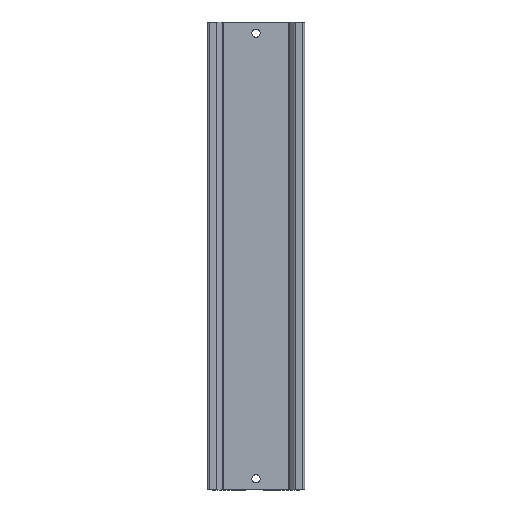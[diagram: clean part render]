
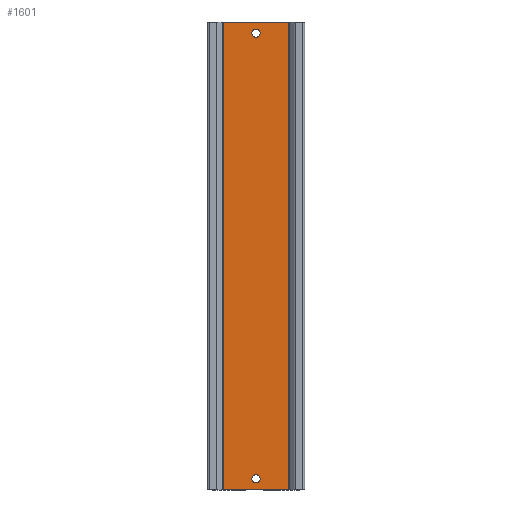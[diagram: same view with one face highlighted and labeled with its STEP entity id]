
A CAD part, front view. The second image highlights one B-rep face of the part: STEP entity #1601.
In plain terms, the highlighted planar face has unit normal (0, -1, 0).
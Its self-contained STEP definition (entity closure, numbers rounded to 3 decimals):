
#40 = CARTESIAN_POINT ( 'NONE',  ( 26., 3., 3.75 ) ) ;
#111 = CARTESIAN_POINT ( 'NONE',  ( 26., 3., 6. ) ) ;
#191 = DIRECTION ( 'NONE',  ( 1., 0., 0. ) ) ;
#214 = EDGE_CURVE ( 'NONE', #7646, #1014, #3184, .T. ) ;
#272 = CARTESIAN_POINT ( 'NONE',  ( 8.624, 3., 250. ) ) ;
#298 = CARTESIAN_POINT ( 'NONE',  ( 8.2, 3., 250. ) ) ;
#316 = FACE_OUTER_BOUND ( 'NONE', #2448, .T. ) ;
#417 = ORIENTED_EDGE ( 'NONE', *, *, #214, .T. ) ;
#553 = DIRECTION ( 'NONE',  ( 0., 0., 1. ) ) ;
#776 = DIRECTION ( 'NONE',  ( 0., 0., 1. ) ) ;
#989 = DIRECTION ( 'NONE',  ( 0., 0., 1. ) ) ;
#1014 = VERTEX_POINT ( 'NONE', #4770 ) ;
#1028 = CIRCLE ( 'NONE', #4819, 2.25 ) ;
#1549 = VERTEX_POINT ( 'NONE', #5564 ) ;
#1601 = ADVANCED_FACE ( 'NONE', ( #1884, #5376, #316 ), #7641, .F. ) ;
#1608 = EDGE_CURVE ( 'NONE', #5587, #1549, #3409, .T. ) ;
#1884 = FACE_BOUND ( 'NONE', #6630, .T. ) ;
#1906 = LINE ( 'NONE', #4681, #4991 ) ;
#2054 = VERTEX_POINT ( 'NONE', #5677 ) ;
#2145 = CARTESIAN_POINT ( 'NONE',  ( 8.2, 3., 0. ) ) ;
#2381 = DIRECTION ( 'NONE',  ( 0., 1., 0. ) ) ;
#2448 = EDGE_LOOP ( 'NONE', ( #5535, #417, #3752, #5867 ) ) ;
#2588 = EDGE_LOOP ( 'NONE', ( #6618, #2830 ) ) ;
#2830 = ORIENTED_EDGE ( 'NONE', *, *, #4588, .T. ) ;
#2996 = CARTESIAN_POINT ( 'NONE',  ( 26., 3., 244. ) ) ;
#2997 = DIRECTION ( 'NONE',  ( 0., 0., -1. ) ) ;
#3050 = CARTESIAN_POINT ( 'NONE',  ( 26., 3., 246.25 ) ) ;
#3184 = LINE ( 'NONE', #3658, #6708 ) ;
#3409 = CIRCLE ( 'NONE', #3664, 2.25 ) ;
#3511 = LINE ( 'NONE', #4814, #6845 ) ;
#3656 = DIRECTION ( 'NONE',  ( 0., 0., 1. ) ) ;
#3658 = CARTESIAN_POINT ( 'NONE',  ( 8.624, 3., 0. ) ) ;
#3664 = AXIS2_PLACEMENT_3D ( 'NONE', #2996, #7668, #3656 ) ;
#3677 = EDGE_CURVE ( 'NONE', #1549, #5587, #3729, .T. ) ;
#3678 = AXIS2_PLACEMENT_3D ( 'NONE', #8546, #4508, #553 ) ;
#3729 = CIRCLE ( 'NONE', #3678, 2.25 ) ;
#3752 = ORIENTED_EDGE ( 'NONE', *, *, #3975, .T. ) ;
#3815 = VECTOR ( 'NONE', #6784, 1000. ) ;
#3975 = EDGE_CURVE ( 'NONE', #1014, #5405, #7595, .T. ) ;
#3981 = AXIS2_PLACEMENT_3D ( 'NONE', #111, #4733, #776 ) ;
#4080 = EDGE_CURVE ( 'NONE', #2054, #6123, #1028, .T. ) ;
#4082 = AXIS2_PLACEMENT_3D ( 'NONE', #298, #4949, #989 ) ;
#4371 = CIRCLE ( 'NONE', #3981, 2.25 ) ;
#4508 = DIRECTION ( 'NONE',  ( 0., 1., 0. ) ) ;
#4588 = EDGE_CURVE ( 'NONE', #6123, #2054, #4371, .T. ) ;
#4664 = ORIENTED_EDGE ( 'NONE', *, *, #1608, .T. ) ;
#4672 = ORIENTED_EDGE ( 'NONE', *, *, #3677, .T. ) ;
#4681 = CARTESIAN_POINT ( 'NONE',  ( 43.376, 3., 250. ) ) ;
#4733 = DIRECTION ( 'NONE',  ( 0., 1., 0. ) ) ;
#4770 = CARTESIAN_POINT ( 'NONE',  ( 8.624, 3., 0. ) ) ;
#4814 = CARTESIAN_POINT ( 'NONE',  ( 8.2, 3., 250. ) ) ;
#4819 = AXIS2_PLACEMENT_3D ( 'NONE', #6347, #2381, #7035 ) ;
#4928 = EDGE_CURVE ( 'NONE', #5405, #8382, #1906, .T. ) ;
#4949 = DIRECTION ( 'NONE',  ( 0., 1., 0. ) ) ;
#4991 = VECTOR ( 'NONE', #6698, 1000. ) ;
#5376 = FACE_BOUND ( 'NONE', #2588, .T. ) ;
#5405 = VERTEX_POINT ( 'NONE', #7355 ) ;
#5535 = ORIENTED_EDGE ( 'NONE', *, *, #7016, .F. ) ;
#5564 = CARTESIAN_POINT ( 'NONE',  ( 26., 3., 241.75 ) ) ;
#5587 = VERTEX_POINT ( 'NONE', #3050 ) ;
#5677 = CARTESIAN_POINT ( 'NONE',  ( 26., 3., 8.25 ) ) ;
#5867 = ORIENTED_EDGE ( 'NONE', *, *, #4928, .T. ) ;
#6123 = VERTEX_POINT ( 'NONE', #40 ) ;
#6286 = CARTESIAN_POINT ( 'NONE',  ( 43.376, 3., 250. ) ) ;
#6347 = CARTESIAN_POINT ( 'NONE',  ( 26., 3., 6. ) ) ;
#6618 = ORIENTED_EDGE ( 'NONE', *, *, #4080, .T. ) ;
#6630 = EDGE_LOOP ( 'NONE', ( #4664, #4672 ) ) ;
#6698 = DIRECTION ( 'NONE',  ( 0., 0., 1. ) ) ;
#6708 = VECTOR ( 'NONE', #2997, 1000. ) ;
#6784 = DIRECTION ( 'NONE',  ( 1., 0., 0. ) ) ;
#6845 = VECTOR ( 'NONE', #191, 1000. ) ;
#7016 = EDGE_CURVE ( 'NONE', #7646, #8382, #3511, .T. ) ;
#7035 = DIRECTION ( 'NONE',  ( 0., 0., 1. ) ) ;
#7355 = CARTESIAN_POINT ( 'NONE',  ( 43.376, 3., 0. ) ) ;
#7595 = LINE ( 'NONE', #2145, #3815 ) ;
#7641 = PLANE ( 'NONE',  #4082 ) ;
#7646 = VERTEX_POINT ( 'NONE', #272 ) ;
#7668 = DIRECTION ( 'NONE',  ( 0., 1., 0. ) ) ;
#8382 = VERTEX_POINT ( 'NONE', #6286 ) ;
#8546 = CARTESIAN_POINT ( 'NONE',  ( 26., 3., 244. ) ) ;
